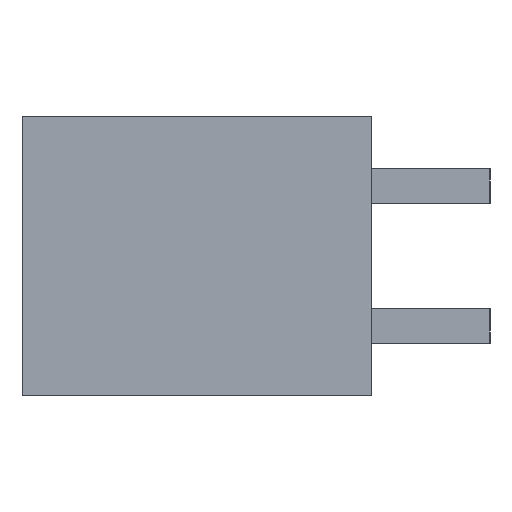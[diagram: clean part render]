
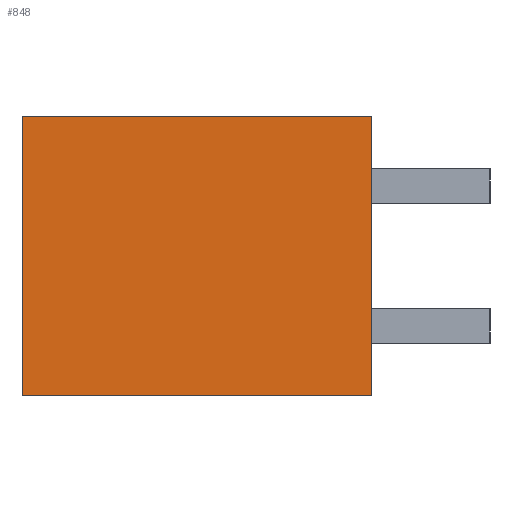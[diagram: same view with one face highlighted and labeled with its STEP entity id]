
A CAD part, left-side view. The second image highlights one B-rep face of the part: STEP entity #848.
In plain terms, the highlighted planar face has unit normal (-1, 0, 0).
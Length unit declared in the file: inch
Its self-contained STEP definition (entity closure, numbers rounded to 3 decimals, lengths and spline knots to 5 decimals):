
#848 = ADVANCED_FACE( '', ( #1945 ), #1946, .F. );
#1945 = FACE_OUTER_BOUND( '', #3351, .T. );
#1946 = PLANE( '', #3352 );
#3351 = EDGE_LOOP( '', ( #5790, #5791, #5792, #5793 ) );
#3352 = AXIS2_PLACEMENT_3D( '', #5794, #5795, #5796 );
#5790 = ORIENTED_EDGE( '', *, *, #9433, .T. );
#5791 = ORIENTED_EDGE( '', *, *, #9434, .F. );
#5792 = ORIENTED_EDGE( '', *, *, #9435, .F. );
#5793 = ORIENTED_EDGE( '', *, *, #9271, .T. );
#5794 = CARTESIAN_POINT( '', ( -0.51, 0.25, -0.1 ) );
#5795 = DIRECTION( '', ( 1., 0., 0. ) );
#5796 = DIRECTION( '', ( 0., 0., -1. ) );
#9271 = EDGE_CURVE( '', #11519, #11517, #11520, .T. );
#9433 = EDGE_CURVE( '', #11517, #11758, #11759, .T. );
#9434 = EDGE_CURVE( '', #11760, #11758, #11761, .T. );
#9435 = EDGE_CURVE( '', #11519, #11760, #11762, .T. );
#11517 = VERTEX_POINT( '', #14654 );
#11519 = VERTEX_POINT( '', #14657 );
#11520 = LINE( '', #14658, #14659 );
#11758 = VERTEX_POINT( '', #15011 );
#11759 = LINE( '', #15012, #15013 );
#11760 = VERTEX_POINT( '', #15014 );
#11761 = LINE( '', #15015, #15016 );
#11762 = LINE( '', #15017, #15018 );
#14654 = CARTESIAN_POINT( '', ( -0.51, 0., -0.1 ) );
#14657 = CARTESIAN_POINT( '', ( -0.51, 0.25, -0.1 ) );
#14658 = CARTESIAN_POINT( '', ( -0.51, 0.25, -0.1 ) );
#14659 = VECTOR( '', #17199, 39.37008 );
#15011 = CARTESIAN_POINT( '', ( -0.51, 0., 0.1 ) );
#15012 = CARTESIAN_POINT( '', ( -0.51, 0., -0.1 ) );
#15013 = VECTOR( '', #17323, 39.37008 );
#15014 = CARTESIAN_POINT( '', ( -0.51, 0.25, 0.1 ) );
#15015 = CARTESIAN_POINT( '', ( -0.51, 0.25, 0.1 ) );
#15016 = VECTOR( '', #17324, 39.37008 );
#15017 = CARTESIAN_POINT( '', ( -0.51, 0.25, -0.1 ) );
#15018 = VECTOR( '', #17325, 39.37008 );
#17199 = DIRECTION( '', ( 0., -1., 0. ) );
#17323 = DIRECTION( '', ( 0., 0., 1. ) );
#17324 = DIRECTION( '', ( 0., -1., 0. ) );
#17325 = DIRECTION( '', ( 0., 0., 1. ) );
